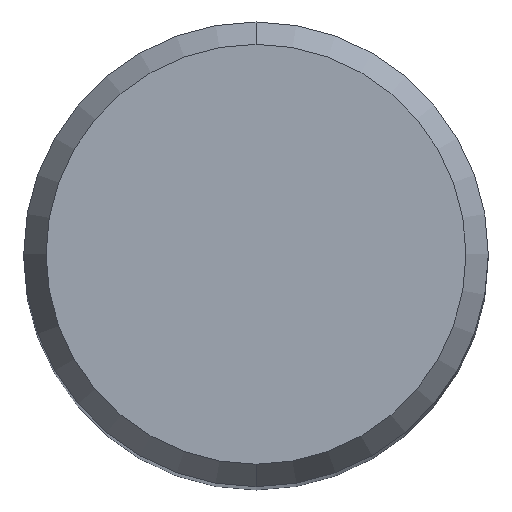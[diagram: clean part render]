
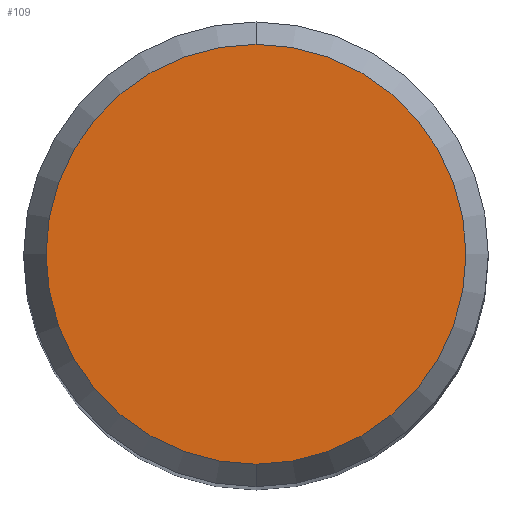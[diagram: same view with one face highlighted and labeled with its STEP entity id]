
A CAD part, top view. The second image highlights one B-rep face of the part: STEP entity #109.
In plain terms, the highlighted planar face has unit normal (0, 0, 1).
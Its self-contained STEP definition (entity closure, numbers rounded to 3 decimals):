
#99=EDGE_CURVE('',#157,#169,#250,.T.);
#109=ADVANCED_FACE('',(#261),#262,.T.);
#157=VERTEX_POINT('',#314);
#169=VERTEX_POINT('',#326);
#219=EDGE_CURVE('',#169,#157,#384,.T.);
#250=CIRCLE('',#411,4.304);
#261=FACE_OUTER_BOUND('',#425,.T.);
#262=PLANE('',#426);
#314=CARTESIAN_POINT('',(0.,-4.304,0.));
#326=CARTESIAN_POINT('',(0.0,4.304,0.));
#384=CIRCLE('',#583,4.304);
#411=AXIS2_PLACEMENT_3D('',#601,#602,#603);
#425=EDGE_LOOP('',(#622,#623));
#426=AXIS2_PLACEMENT_3D('',#624,#625,#626);
#583=AXIS2_PLACEMENT_3D('',#765,#766,#767);
#601=CARTESIAN_POINT('',(0.0,0.0,0.));
#602=DIRECTION('',(0.0,0.0,-1.0));
#603=DIRECTION('',(0.0,1.0,0.0));
#622=ORIENTED_EDGE('',*,*,#219,.F.);
#623=ORIENTED_EDGE('',*,*,#99,.F.);
#624=CARTESIAN_POINT('',(0.0,2.152,0.));
#625=DIRECTION('',(-0.0,0.0,1.0));
#626=DIRECTION('',(0.0,-1.0,0.0));
#765=CARTESIAN_POINT('',(0.0,0.0,0.));
#766=DIRECTION('',(0.0,0.0,-1.0));
#767=DIRECTION('',(0.0,1.0,0.0));
